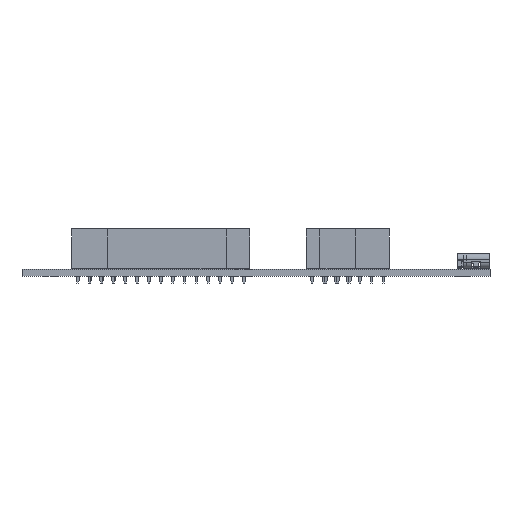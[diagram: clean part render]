
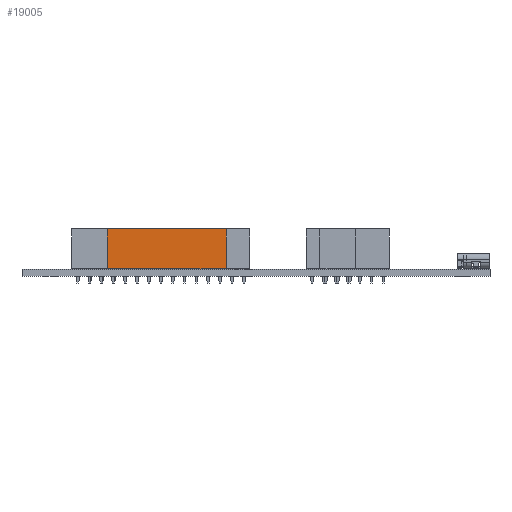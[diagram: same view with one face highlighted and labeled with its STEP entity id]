
A CAD part, left-side view. The second image highlights one B-rep face of the part: STEP entity #19005.
In plain terms, the highlighted planar face has unit normal (-1, 0, 0).
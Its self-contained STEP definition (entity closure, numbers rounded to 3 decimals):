
#17782 = VERTEX_POINT('',#17783);
#17783 = CARTESIAN_POINT('',(-1.27,-24.13,0.));
#17791 = EDGE_CURVE('',#17782,#17792,#17794,.T.);
#17792 = VERTEX_POINT('',#17793);
#17793 = CARTESIAN_POINT('',(-1.27,-24.13,8.5));
#17794 = LINE('',#17795,#17796);
#17795 = CARTESIAN_POINT('',(-1.27,-24.13,0.));
#17796 = VECTOR('',#17797,1.);
#17797 = DIRECTION('',(0.,0.,1.));
#17854 = VERTEX_POINT('',#17855);
#17855 = CARTESIAN_POINT('',(-1.27,1.27,8.5));
#17861 = EDGE_CURVE('',#17862,#17854,#17864,.T.);
#17862 = VERTEX_POINT('',#17863);
#17863 = CARTESIAN_POINT('',(-1.27,1.27,0.));
#17864 = LINE('',#17865,#17866);
#17865 = CARTESIAN_POINT('',(-1.27,1.27,0.));
#17866 = VECTOR('',#17867,1.);
#17867 = DIRECTION('',(0.,0.,1.));
#17926 = EDGE_CURVE('',#17854,#17792,#17927,.T.);
#17927 = LINE('',#17928,#17929);
#17928 = CARTESIAN_POINT('',(-1.27,1.27,8.5));
#17929 = VECTOR('',#17930,1.);
#17930 = DIRECTION('',(0.,-1.,0.));
#18289 = EDGE_CURVE('',#17862,#17782,#18290,.T.);
#18290 = LINE('',#18291,#18292);
#18291 = CARTESIAN_POINT('',(-1.27,1.27,0.));
#18292 = VECTOR('',#18293,1.);
#18293 = DIRECTION('',(0.,-1.,0.));
#19005 = ADVANCED_FACE('',(#19006),#19012,.F.);
#19006 = FACE_BOUND('',#19007,.F.);
#19007 = EDGE_LOOP('',(#19008,#19009,#19010,#19011));
#19008 = ORIENTED_EDGE('',*,*,#17861,.T.);
#19009 = ORIENTED_EDGE('',*,*,#17926,.T.);
#19010 = ORIENTED_EDGE('',*,*,#17791,.F.);
#19011 = ORIENTED_EDGE('',*,*,#18289,.F.);
#19012 = PLANE('',#19013);
#19013 = AXIS2_PLACEMENT_3D('',#19014,#19015,#19016);
#19014 = CARTESIAN_POINT('',(-1.27,1.27,0.));
#19015 = DIRECTION('',(1.,0.,0.));
#19016 = DIRECTION('',(0.,-1.,0.));
